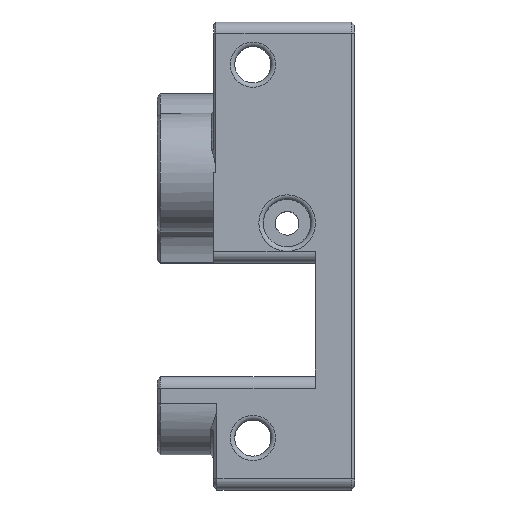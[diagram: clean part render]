
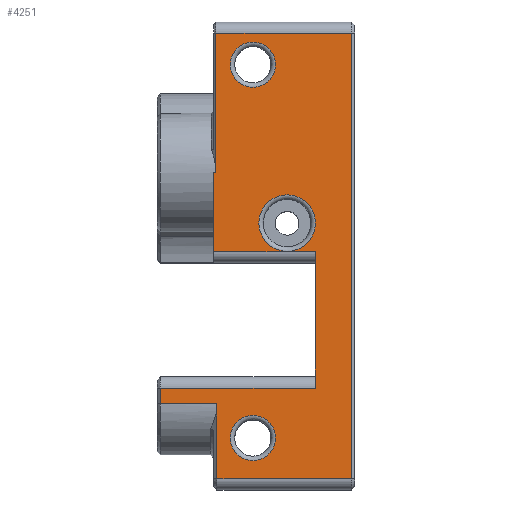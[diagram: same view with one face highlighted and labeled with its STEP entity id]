
A CAD part, top view. The second image highlights one B-rep face of the part: STEP entity #4251.
In plain terms, the highlighted planar face has unit normal (0, 0, 1).
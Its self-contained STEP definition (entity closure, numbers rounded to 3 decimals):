
#171=CIRCLE('',#4523,2.);
#175=CIRCLE('',#4528,2.5);
#176=CIRCLE('',#4529,2.);
#334=FACE_BOUND('',#805,.T.);
#335=FACE_BOUND('',#806,.T.);
#336=FACE_BOUND('',#807,.T.);
#545=FACE_OUTER_BOUND('',#804,.T.);
#804=EDGE_LOOP('',(#3296,#3297,#3298,#3299,#3300,#3301,#3302,#3303,#3304,
#3305,#3306,#3307));
#805=EDGE_LOOP('',(#3308));
#806=EDGE_LOOP('',(#3309));
#807=EDGE_LOOP('',(#3310));
#1125=LINE('',#6457,#1499);
#1184=LINE('',#6995,#1558);
#1185=LINE('',#6997,#1559);
#1186=LINE('',#6999,#1560);
#1187=LINE('',#7001,#1561);
#1188=LINE('',#7003,#1562);
#1189=LINE('',#7005,#1563);
#1190=LINE('',#7007,#1564);
#1191=LINE('',#7009,#1565);
#1192=LINE('',#7011,#1566);
#1193=LINE('',#7012,#1567);
#1194=LINE('',#7013,#1568);
#1499=VECTOR('',#5119,10.);
#1558=VECTOR('',#5258,10.);
#1559=VECTOR('',#5259,10.);
#1560=VECTOR('',#5260,10.);
#1561=VECTOR('',#5261,10.);
#1562=VECTOR('',#5262,10.);
#1563=VECTOR('',#5263,10.);
#1564=VECTOR('',#5264,10.);
#1565=VECTOR('',#5265,10.);
#1566=VECTOR('',#5266,10.);
#1567=VECTOR('',#5267,10.);
#1568=VECTOR('',#5268,10.);
#1851=VERTEX_POINT('',#6454);
#1852=VERTEX_POINT('',#6456);
#1927=VERTEX_POINT('',#6985);
#1930=VERTEX_POINT('',#6993);
#1931=VERTEX_POINT('',#6994);
#1932=VERTEX_POINT('',#6996);
#1933=VERTEX_POINT('',#6998);
#1934=VERTEX_POINT('',#7000);
#1935=VERTEX_POINT('',#7002);
#1936=VERTEX_POINT('',#7004);
#1937=VERTEX_POINT('',#7006);
#1938=VERTEX_POINT('',#7008);
#1939=VERTEX_POINT('',#7010);
#1940=VERTEX_POINT('',#7014);
#1941=VERTEX_POINT('',#7016);
#2305=EDGE_CURVE('',#1851,#1852,#1125,.T.);
#2415=EDGE_CURVE('',#1927,#1927,#171,.T.);
#2419=EDGE_CURVE('',#1930,#1931,#1184,.T.);
#2420=EDGE_CURVE('',#1932,#1931,#1185,.T.);
#2421=EDGE_CURVE('',#1932,#1933,#1186,.T.);
#2422=EDGE_CURVE('',#1933,#1934,#1187,.T.);
#2423=EDGE_CURVE('',#1934,#1935,#1188,.T.);
#2424=EDGE_CURVE('',#1935,#1936,#1189,.T.);
#2425=EDGE_CURVE('',#1936,#1937,#1190,.T.);
#2426=EDGE_CURVE('',#1937,#1938,#1191,.T.);
#2427=EDGE_CURVE('',#1939,#1938,#1192,.T.);
#2428=EDGE_CURVE('',#1939,#1852,#1193,.T.);
#2429=EDGE_CURVE('',#1851,#1930,#1194,.T.);
#2430=EDGE_CURVE('',#1940,#1940,#175,.T.);
#2431=EDGE_CURVE('',#1941,#1941,#176,.T.);
#3296=ORIENTED_EDGE('',*,*,#2419,.T.);
#3297=ORIENTED_EDGE('',*,*,#2420,.F.);
#3298=ORIENTED_EDGE('',*,*,#2421,.T.);
#3299=ORIENTED_EDGE('',*,*,#2422,.T.);
#3300=ORIENTED_EDGE('',*,*,#2423,.T.);
#3301=ORIENTED_EDGE('',*,*,#2424,.T.);
#3302=ORIENTED_EDGE('',*,*,#2425,.T.);
#3303=ORIENTED_EDGE('',*,*,#2426,.T.);
#3304=ORIENTED_EDGE('',*,*,#2427,.F.);
#3305=ORIENTED_EDGE('',*,*,#2428,.T.);
#3306=ORIENTED_EDGE('',*,*,#2305,.F.);
#3307=ORIENTED_EDGE('',*,*,#2429,.T.);
#3308=ORIENTED_EDGE('',*,*,#2430,.T.);
#3309=ORIENTED_EDGE('',*,*,#2431,.T.);
#3310=ORIENTED_EDGE('',*,*,#2415,.T.);
#4112=PLANE('',#4527);
#4251=ADVANCED_FACE('',(#545,#334,#335,#336),#4112,.F.);
#4523=AXIS2_PLACEMENT_3D('',#6986,#5248,#5249);
#4527=AXIS2_PLACEMENT_3D('',#6992,#5256,#5257);
#4528=AXIS2_PLACEMENT_3D('',#7015,#5269,#5270);
#4529=AXIS2_PLACEMENT_3D('',#7017,#5271,#5272);
#5119=DIRECTION('',(0.,1.,0.));
#5248=DIRECTION('center_axis',(0.,0.,-1.));
#5249=DIRECTION('ref_axis',(-1.,0.,0.));
#5256=DIRECTION('center_axis',(0.,0.,-1.));
#5257=DIRECTION('ref_axis',(0.,-1.,0.));
#5258=DIRECTION('',(0.,-1.,0.));
#5259=DIRECTION('',(-1.,0.,0.));
#5260=DIRECTION('',(0.,-1.,0.));
#5261=DIRECTION('',(1.,0.,0.));
#5262=DIRECTION('',(0.,1.,0.));
#5263=DIRECTION('',(-1.,0.,0.));
#5264=DIRECTION('',(0.,-1.,0.));
#5265=DIRECTION('',(-1.,0.,0.));
#5266=DIRECTION('',(0.,1.,0.));
#5267=DIRECTION('',(1.,0.,0.));
#5268=DIRECTION('',(-1.,0.,0.));
#5269=DIRECTION('center_axis',(0.,0.,-1.));
#5270=DIRECTION('ref_axis',(-1.,0.,0.));
#5271=DIRECTION('center_axis',(0.,0.,-1.));
#5272=DIRECTION('ref_axis',(-1.,0.,0.));
#6454=CARTESIAN_POINT('',(-10.575,-19.056,15.));
#6456=CARTESIAN_POINT('',(-10.575,-7.,15.));
#6457=CARTESIAN_POINT('',(-10.575,2.957,15.));
#6985=CARTESIAN_POINT('',(-18.099,9.526,15.));
#6986=CARTESIAN_POINT('Origin',(-16.099,9.526,15.));
#6992=CARTESIAN_POINT('Origin',(-7.075,13.3,15.));
#6993=CARTESIAN_POINT('',(-24.275,-19.056,15.));
#6994=CARTESIAN_POINT('',(-24.275,-20.456,15.));
#6995=CARTESIAN_POINT('',(-24.275,-4.878,15.));
#6996=CARTESIAN_POINT('',(-19.275,-20.456,15.));
#6997=CARTESIAN_POINT('',(-24.575,-20.456,15.));
#6998=CARTESIAN_POINT('',(-19.275,-27.056,15.));
#6999=CARTESIAN_POINT('',(-19.275,-5.478,15.));
#7000=CARTESIAN_POINT('',(-7.375,-27.056,15.));
#7001=CARTESIAN_POINT('',(-7.075,-27.056,15.));
#7002=CARTESIAN_POINT('',(-7.375,12.3,15.));
#7003=CARTESIAN_POINT('',(-7.375,2.957,15.));
#7004=CARTESIAN_POINT('',(-19.375,12.3,15.));
#7005=CARTESIAN_POINT('',(-7.075,12.3,15.));
#7006=CARTESIAN_POINT('',(-19.375,0.,15.));
#7007=CARTESIAN_POINT('',(-19.375,11.55,15.));
#7008=CARTESIAN_POINT('',(-19.575,0.,15.));
#7009=CARTESIAN_POINT('',(-10.575,0.,15.));
#7010=CARTESIAN_POINT('',(-19.575,-7.,15.));
#7011=CARTESIAN_POINT('',(-19.575,-0.425,15.));
#7012=CARTESIAN_POINT('',(-8.825,-7.,15.));
#7013=CARTESIAN_POINT('',(-8.825,-19.056,15.));
#7014=CARTESIAN_POINT('',(-15.575,-4.475,15.));
#7015=CARTESIAN_POINT('Origin',(-13.075,-4.475,15.));
#7016=CARTESIAN_POINT('',(-18.099,-23.474,15.));
#7017=CARTESIAN_POINT('Origin',(-16.099,-23.474,15.));
